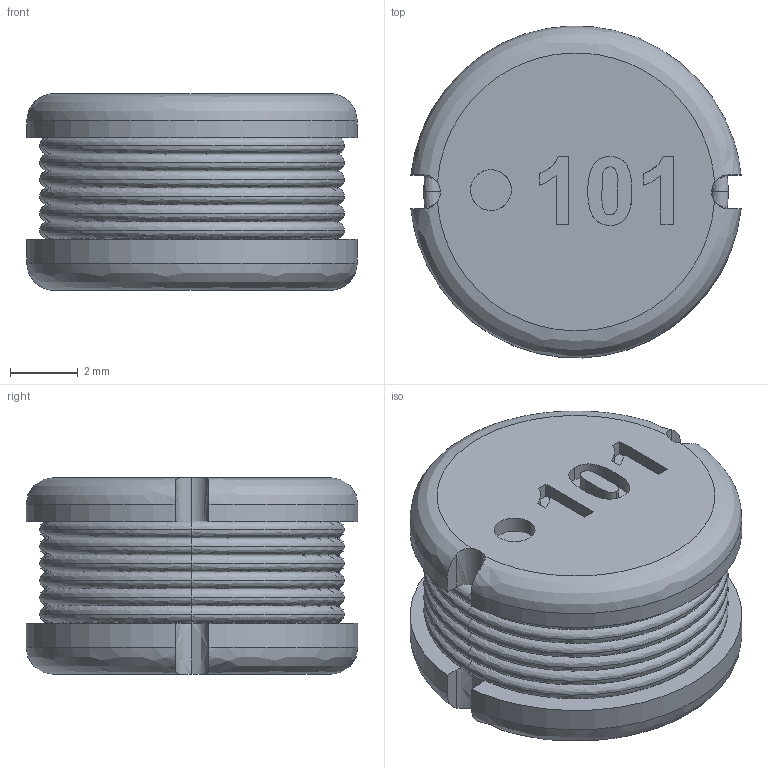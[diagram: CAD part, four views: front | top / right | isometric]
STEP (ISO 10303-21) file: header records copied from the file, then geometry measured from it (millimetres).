
FILE_DESCRIPTION(/* description */ (''),/* implementation_level */ '2;1');
FILE_NAME(/* name */ 'BOURNS~1',/* time_stamp */ '2019-08-27T12:16:30+02:00',/* author */ (''),/* organization */ (''),/* preprocessor_version */ 'ST-DEVELOPER v15',/* originating_system */ '',/* authorisation */ '');
FILE_SCHEMA (('AUTOMOTIVE_DESIGN'));
Length unit declared in the file: millimetre
Products named in the file (1): Document
Bounding box: 9.75 x 9.79 x 5.8 mm (x, y, z)
Volume: 379.7 mm3; surface area: 605.6 mm2
Topology: 7 solids, 7 shells, 81 faces, 186 edges, 112 vertices
Faces by surface type: bspline 62, plane 19
Entity records: 3259 total; most frequent: CARTESIAN_POINT 2083, ORIENTED_EDGE 372, EDGE_CURVE 186, VERTEX_POINT 112, B_SPLINE_CURVE_WITH_KNOTS 92, EDGE_LOOP 86, ADVANCED_FACE 81, FACE_OUTER_BOUND 81
